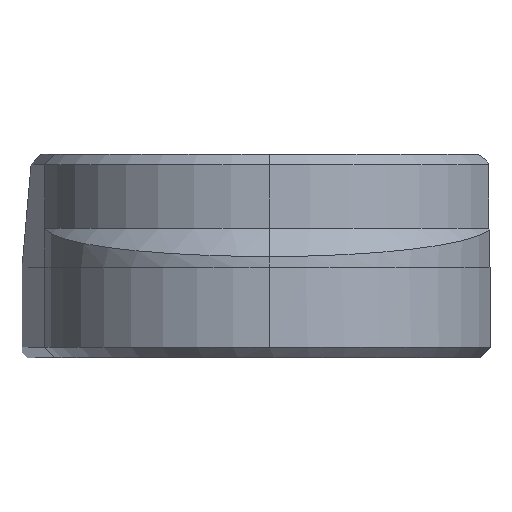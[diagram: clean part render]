
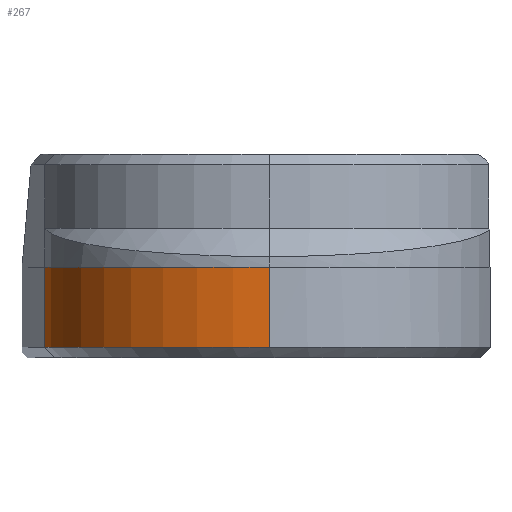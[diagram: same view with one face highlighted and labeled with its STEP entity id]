
A CAD part, left-side view. The second image highlights one B-rep face of the part: STEP entity #267.
In plain terms, the highlighted cylindrical face has radius 36.001 mm (diameter 72.002 mm), a partial arc.
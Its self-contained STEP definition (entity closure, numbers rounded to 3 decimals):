
#32=CARTESIAN_POINT('',(-84.991,0.,7.));
#33=VERTEX_POINT('',#32);
#113=CARTESIAN_POINT('',(-52.16,35.861,7.));
#114=VERTEX_POINT('',#113);
#121=CARTESIAN_POINT('',(-48.99,0.,7.));
#122=DIRECTION('',(-0.,-0.,-1.));
#123=DIRECTION('',(-1.,0.,0.));
#124=AXIS2_PLACEMENT_3D('',#121,#122,#123);
#125=CIRCLE('',#124,36.001);
#126=EDGE_CURVE('',#33,#114,#125,.T.);
#236=CARTESIAN_POINT('',(-48.99,0.,25.));
#237=DIRECTION('',(-0.,-0.,-1.));
#238=DIRECTION('',(-1.,0.,0.));
#239=AXIS2_PLACEMENT_3D('',#236,#237,#238);
#240=CYLINDRICAL_SURFACE('',#239,36.001);
#241=CARTESIAN_POINT('',(-84.991,0.,-5.8));
#242=VERTEX_POINT('',#241);
#243=CARTESIAN_POINT('',(-84.991,0.,-5.8));
#244=DIRECTION('',(-0.,0.,1.));
#245=VECTOR('',#244,12.8);
#246=LINE('',#243,#245);
#247=EDGE_CURVE('',#242,#33,#246,.T.);
#248=ORIENTED_EDGE('',*,*,#247,.T.);
#249=ORIENTED_EDGE('',*,*,#126,.T.);
#250=CARTESIAN_POINT('',(-52.168,35.86,-5.8));
#251=VERTEX_POINT('',#250);
#252=CARTESIAN_POINT('',(-52.168,35.86,7.));
#253=DIRECTION('',(0.,-0.,-1.));
#254=VECTOR('',#253,12.8);
#255=LINE('',#252,#254);
#256=EDGE_CURVE('',#114,#251,#255,.T.);
#257=ORIENTED_EDGE('',*,*,#256,.T.);
#258=CARTESIAN_POINT('',(-48.99,0.,-5.8));
#259=DIRECTION('',(-0.,-0.,-1.));
#260=DIRECTION('',(0.,-1.,0.));
#261=AXIS2_PLACEMENT_3D('',#258,#259,#260);
#262=CIRCLE('',#261,36.001);
#263=EDGE_CURVE('',#242,#251,#262,.T.);
#264=ORIENTED_EDGE('',*,*,#263,.F.);
#265=EDGE_LOOP('',(#248,#249,#257,#264));
#266=FACE_BOUND('',#265,.T.);
#267=ADVANCED_FACE('',(#266),#240,.T.);
